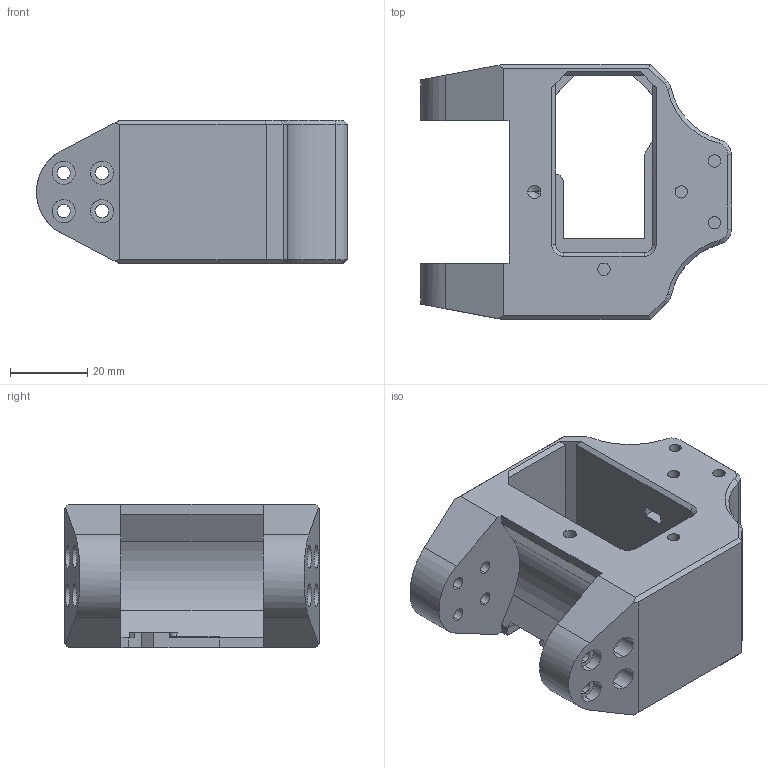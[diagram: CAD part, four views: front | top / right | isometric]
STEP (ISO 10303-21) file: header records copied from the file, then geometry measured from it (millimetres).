
FILE_DESCRIPTION (( 'STEP AP214' ), '1' );
FILE_NAME ('gripper_base.STEP', '2025-03-31T14:03:48', ( '' ), ( '' ), 'SwSTEP 2.0', 'SolidWorks 2025', '' );
FILE_SCHEMA (( 'AUTOMOTIVE_DESIGN' ));
Length unit declared in the file: millimetre
Products named in the file (1): gripper_base_default
Bounding box: 80.44 x 66 x 37 mm (x, y, z)
Volume: 85698.7 mm3; surface area: 23534.2 mm2
Topology: 1 solids, 1 shells, 209 faces, 524 edges, 336 vertices
Faces by surface type: plane 111, cylinder 78, cone 19, bspline 1
Entity records: 6402 total; most frequent: CARTESIAN_POINT 1263, DIRECTION 1067, ORIENTED_EDGE 1040, EDGE_CURVE 520, AXIS2_PLACEMENT_3D 361, LINE 345, VECTOR 345, VERTEX_POINT 336
